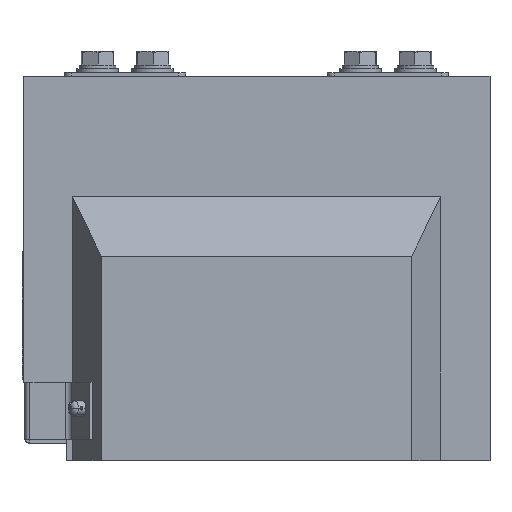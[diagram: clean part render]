
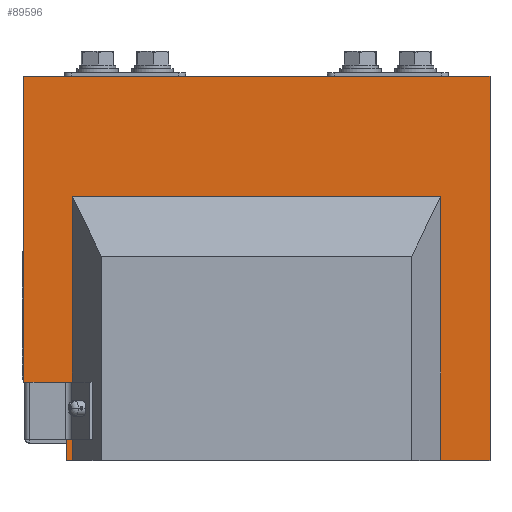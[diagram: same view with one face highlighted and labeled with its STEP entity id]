
A CAD part, top view. The second image highlights one B-rep face of the part: STEP entity #89596.
In plain terms, the highlighted planar face has unit normal (0, 0, 1).
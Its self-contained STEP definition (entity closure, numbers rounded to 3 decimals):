
#1439 = CARTESIAN_POINT ( 'NONE',  ( -106.5, 222., 60. ) ) ;
#1834 = CARTESIAN_POINT ( 'NONE',  ( 135., 222., 60. ) ) ;
#2565 = VECTOR ( 'NONE', #85044, 1000. ) ;
#3047 = CARTESIAN_POINT ( 'NONE',  ( -110., 222., 60. ) ) ;
#3617 = CARTESIAN_POINT ( 'NONE',  ( -135., 152.561, 60. ) ) ;
#7566 = DIRECTION ( 'NONE',  ( -1., 0., 0. ) ) ;
#9887 = ORIENTED_EDGE ( 'NONE', *, *, #105875, .F. ) ;
#14384 = VERTEX_POINT ( 'NONE', #46310 ) ;
#16430 = VERTEX_POINT ( 'NONE', #84255 ) ;
#17004 = VECTOR ( 'NONE', #89998, 1000. ) ;
#17133 = ORIENTED_EDGE ( 'NONE', *, *, #164527, .T. ) ;
#17757 = CARTESIAN_POINT ( 'NONE',  ( 106.5, 222., 60. ) ) ;
#20555 = EDGE_CURVE ( 'NONE', #16430, #179285, #85877, .T. ) ;
#25126 = LINE ( 'NONE', #3617, #59777 ) ;
#26534 = VERTEX_POINT ( 'NONE', #135416 ) ;
#28607 = ORIENTED_EDGE ( 'NONE', *, *, #138626, .F. ) ;
#29109 = VECTOR ( 'NONE', #105988, 1000. ) ;
#31151 = CARTESIAN_POINT ( 'NONE',  ( -135., 222., 60. ) ) ;
#32203 = DIRECTION ( 'NONE',  ( 1., 0., 0. ) ) ;
#32815 = CARTESIAN_POINT ( 'NONE',  ( 106.5, 222., 60. ) ) ;
#39368 = EDGE_CURVE ( 'NONE', #73195, #118492, #57441, .T. ) ;
#40349 = CARTESIAN_POINT ( 'NONE',  ( 106.5, 0., 60. ) ) ;
#40442 = CARTESIAN_POINT ( 'NONE',  ( -135., 0., 60. ) ) ;
#43790 = DIRECTION ( 'NONE',  ( 1., 0., 0. ) ) ;
#46310 = CARTESIAN_POINT ( 'NONE',  ( -135., 222., 60. ) ) ;
#46682 = EDGE_CURVE ( 'NONE', #118492, #179285, #128682, .T. ) ;
#47351 = LINE ( 'NONE', #17757, #126171 ) ;
#48926 = VECTOR ( 'NONE', #32203, 1000. ) ;
#54923 = CARTESIAN_POINT ( 'NONE',  ( 106.5, 152.561, 60. ) ) ;
#57441 = LINE ( 'NONE', #3047, #62065 ) ;
#59777 = VECTOR ( 'NONE', #166550, 1000. ) ;
#60900 = LINE ( 'NONE', #31151, #17004 ) ;
#62065 = VECTOR ( 'NONE', #106568, 1000. ) ;
#66425 = PLANE ( 'NONE',  #70179 ) ;
#68033 = EDGE_CURVE ( 'NONE', #26534, #190286, #120641, .T. ) ;
#68502 = LINE ( 'NONE', #1834, #29109 ) ;
#70179 = AXIS2_PLACEMENT_3D ( 'NONE', #153174, #96155, #7566 ) ;
#72080 = ORIENTED_EDGE ( 'NONE', *, *, #20555, .F. ) ;
#73195 = VERTEX_POINT ( 'NONE', #165517 ) ;
#74493 = ORIENTED_EDGE ( 'NONE', *, *, #81194, .T. ) ;
#75224 = ORIENTED_EDGE ( 'NONE', *, *, #39368, .T. ) ;
#81194 = EDGE_CURVE ( 'NONE', #16430, #119006, #25126, .T. ) ;
#84255 = CARTESIAN_POINT ( 'NONE',  ( -106.5, 152.561, 60. ) ) ;
#85044 = DIRECTION ( 'NONE',  ( 1., 0., 0. ) ) ;
#85877 = LINE ( 'NONE', #1439, #120623 ) ;
#89236 = VECTOR ( 'NONE', #185377, 1000. ) ;
#89596 = ADVANCED_FACE ( 'NONE', ( #185133 ), #66425, .F. ) ;
#89998 = DIRECTION ( 'NONE',  ( 0., -1., 0. ) ) ;
#92835 = CARTESIAN_POINT ( 'NONE',  ( -106.5, 0., 60. ) ) ;
#96155 = DIRECTION ( 'NONE',  ( 0., 0., -1. ) ) ;
#98751 = EDGE_LOOP ( 'NONE', ( #72080, #74493, #146329, #174056, #9887, #28607, #17133, #160797, #75224, #137793 ) ) ;
#105572 = DIRECTION ( 'NONE',  ( 0., -1., 0. ) ) ;
#105875 = EDGE_CURVE ( 'NONE', #156130, #190286, #68502, .T. ) ;
#105988 = DIRECTION ( 'NONE',  ( 0., -1., 0. ) ) ;
#106568 = DIRECTION ( 'NONE',  ( 0., -1., 0. ) ) ;
#118492 = VERTEX_POINT ( 'NONE', #188381 ) ;
#119006 = VERTEX_POINT ( 'NONE', #54923 ) ;
#119598 = VERTEX_POINT ( 'NONE', #173676 ) ;
#120623 = VECTOR ( 'NONE', #105572, 1000. ) ;
#120641 = LINE ( 'NONE', #40349, #2565 ) ;
#121253 = DIRECTION ( 'NONE',  ( 0., -1., 0. ) ) ;
#123218 = EDGE_CURVE ( 'NONE', #119598, #73195, #163124, .T. ) ;
#126171 = VECTOR ( 'NONE', #121253, 1000. ) ;
#128682 = LINE ( 'NONE', #40442, #89236 ) ;
#135416 = CARTESIAN_POINT ( 'NONE',  ( 106.5, 0., 60. ) ) ;
#137793 = ORIENTED_EDGE ( 'NONE', *, *, #46682, .T. ) ;
#138626 = EDGE_CURVE ( 'NONE', #14384, #156130, #162424, .T. ) ;
#146077 = CARTESIAN_POINT ( 'NONE',  ( -135., 45., 60. ) ) ;
#146329 = ORIENTED_EDGE ( 'NONE', *, *, #186979, .T. ) ;
#153174 = CARTESIAN_POINT ( 'NONE',  ( -135., 222., 60. ) ) ;
#156130 = VERTEX_POINT ( 'NONE', #166625 ) ;
#160797 = ORIENTED_EDGE ( 'NONE', *, *, #123218, .T. ) ;
#162424 = LINE ( 'NONE', #32815, #48926 ) ;
#163124 = LINE ( 'NONE', #146077, #167719 ) ;
#164527 = EDGE_CURVE ( 'NONE', #14384, #119598, #60900, .T. ) ;
#165517 = CARTESIAN_POINT ( 'NONE',  ( -110., 45., 60. ) ) ;
#166550 = DIRECTION ( 'NONE',  ( 1., 0., 0. ) ) ;
#166625 = CARTESIAN_POINT ( 'NONE',  ( 135., 222., 60. ) ) ;
#167719 = VECTOR ( 'NONE', #43790, 1000. ) ;
#173676 = CARTESIAN_POINT ( 'NONE',  ( -135., 45., 60. ) ) ;
#174056 = ORIENTED_EDGE ( 'NONE', *, *, #68033, .T. ) ;
#179285 = VERTEX_POINT ( 'NONE', #92835 ) ;
#181977 = CARTESIAN_POINT ( 'NONE',  ( 135., 0., 60. ) ) ;
#185133 = FACE_OUTER_BOUND ( 'NONE', #98751, .T. ) ;
#185377 = DIRECTION ( 'NONE',  ( 1., 0., 0. ) ) ;
#186979 = EDGE_CURVE ( 'NONE', #119006, #26534, #47351, .T. ) ;
#188381 = CARTESIAN_POINT ( 'NONE',  ( -110., 0., 60. ) ) ;
#190286 = VERTEX_POINT ( 'NONE', #181977 ) ;
